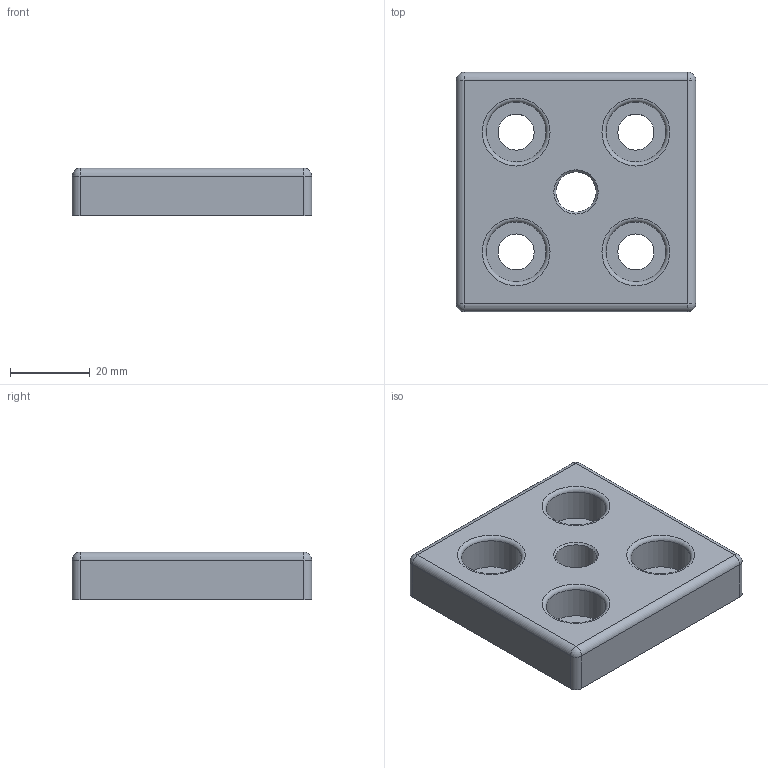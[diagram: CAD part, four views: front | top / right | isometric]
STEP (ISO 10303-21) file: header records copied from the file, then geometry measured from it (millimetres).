
FILE_DESCRIPTION(/* description */ (''),/* implementation_level */ '2;1');
FILE_NAME(/* name */ '526060.12.stp',/* time_stamp */ '2023-02-24T12:32:47+01:00',/* author */ ('Špaček'),/* organization */ ('Alutec K&K'),/* preprocessor_version */ 'ST-DEVELOPER v18.1',/* originating_system */ 'Autodesk Inventor 2021',/* authorisation */ '');
FILE_SCHEMA (('AUTOMOTIVE_DESIGN { 1 0 10303 214 3 1 1 }'));
Length unit declared in the file: millimetre
Products named in the file (1): 526060.12
Bounding box: 60 x 60 x 12 mm (x, y, z)
Volume: 24555 mm3; surface area: 15618.2 mm2
Topology: 1 solids, 1 shells, 136 faces, 324 edges, 195 vertices
Faces by surface type: cylinder 65, plane 26, torus 16, bspline 16, sphere 12, cone 1
Full cylindrical faces by diameter (mm): 9 x4, 10.1 x1, 15 x4
Entity records: 6515 total; most frequent: CARTESIAN_POINT 3275, DIRECTION 724, ORIENTED_EDGE 642, EDGE_CURVE 321, AXIS2_PLACEMENT_3D 305, VERTEX_POINT 195, CIRCLE 183, EDGE_LOOP 154
